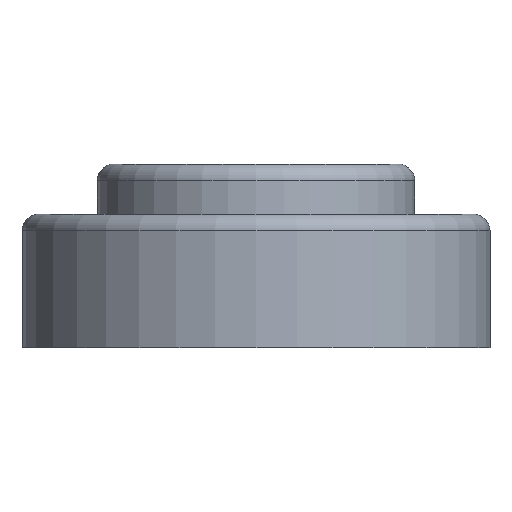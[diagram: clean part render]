
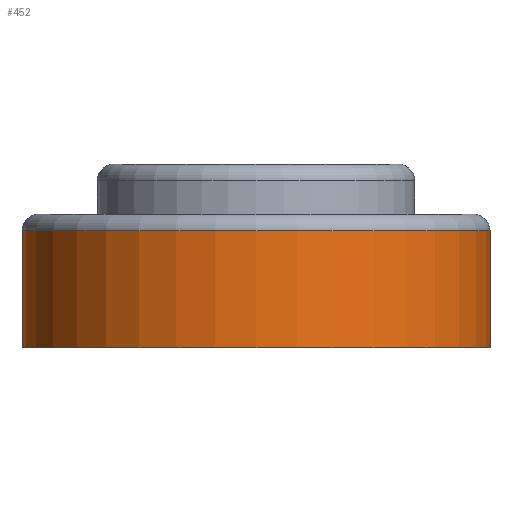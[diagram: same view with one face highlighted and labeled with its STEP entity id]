
A CAD part, front view. The second image highlights one B-rep face of the part: STEP entity #452.
In plain terms, the highlighted cylindrical face has radius 14 mm (diameter 28 mm), a partial arc.
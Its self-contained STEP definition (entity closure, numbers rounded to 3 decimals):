
#26=CYLINDRICAL_SURFACE('',#523,14.);
#40=CIRCLE('',#474,14.);
#58=CIRCLE('',#503,14.);
#94=FACE_OUTER_BOUND('',#130,.T.);
#130=EDGE_LOOP('',(#407,#408,#409,#410));
#143=LINE('',#707,#175);
#155=LINE('',#765,#187);
#175=VECTOR('',#558,10.);
#187=VECTOR('',#628,10.);
#196=VERTEX_POINT('',#675);
#198=VERTEX_POINT('',#679);
#206=VERTEX_POINT('',#705);
#221=VERTEX_POINT('',#752);
#243=EDGE_CURVE('',#196,#198,#40,.T.);
#247=EDGE_CURVE('',#198,#206,#143,.T.);
#274=EDGE_CURVE('',#221,#206,#58,.T.);
#276=EDGE_CURVE('',#196,#221,#155,.T.);
#407=ORIENTED_EDGE('',*,*,#274,.F.);
#408=ORIENTED_EDGE('',*,*,#276,.F.);
#409=ORIENTED_EDGE('',*,*,#243,.T.);
#410=ORIENTED_EDGE('',*,*,#247,.T.);
#452=ADVANCED_FACE('',(#94),#26,.T.);
#474=AXIS2_PLACEMENT_3D('',#699,#550,#551);
#503=AXIS2_PLACEMENT_3D('',#761,#621,#622);
#523=AXIS2_PLACEMENT_3D('',#797,#670,#671);
#550=DIRECTION('center_axis',(0.,0.,1.));
#551=DIRECTION('ref_axis',(0.,-1.,0.));
#558=DIRECTION('',(0.,0.,1.));
#621=DIRECTION('center_axis',(0.,0.,1.));
#622=DIRECTION('ref_axis',(0.,-1.,0.));
#628=DIRECTION('',(0.,0.,1.));
#670=DIRECTION('center_axis',(0.,0.,1.));
#671=DIRECTION('ref_axis',(0.,-1.,0.));
#675=CARTESIAN_POINT('',(-14.,-61.,0.));
#679=CARTESIAN_POINT('',(14.,-61.,0.));
#699=CARTESIAN_POINT('Origin',(0.,-61.,0.));
#705=CARTESIAN_POINT('',(14.,-61.,7.));
#707=CARTESIAN_POINT('',(14.,-61.,0.));
#752=CARTESIAN_POINT('',(-14.,-61.,7.));
#761=CARTESIAN_POINT('Origin',(0.,-61.,7.));
#765=CARTESIAN_POINT('',(-14.,-61.,0.));
#797=CARTESIAN_POINT('Origin',(0.,-61.,0.));
